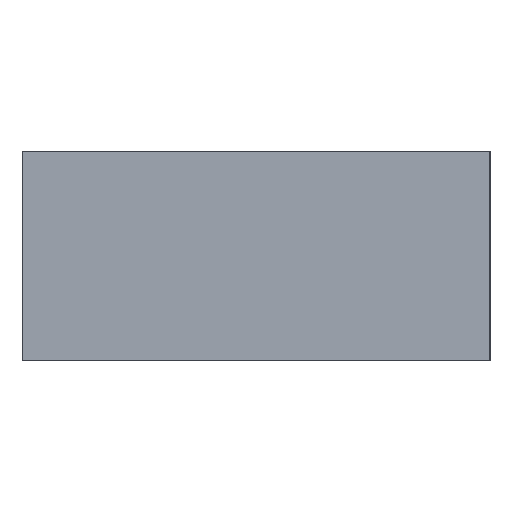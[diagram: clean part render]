
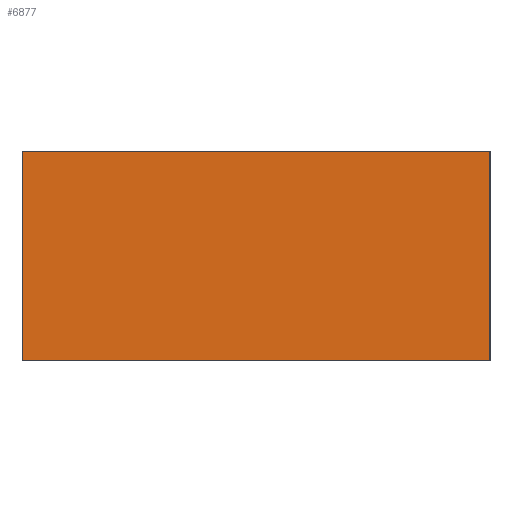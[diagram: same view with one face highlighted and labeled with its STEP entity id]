
A CAD part, left-side view. The second image highlights one B-rep face of the part: STEP entity #6877.
In plain terms, the highlighted planar face has unit normal (-1, 0, 0).
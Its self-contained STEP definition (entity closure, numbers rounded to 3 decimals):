
#6757=CARTESIAN_POINT('',(-3.994,-0.172,22.225));
#6758=VERTEX_POINT('',#6757);
#6759=CARTESIAN_POINT('',(-3.994,-0.172,83.225));
#6760=VERTEX_POINT('',#6759);
#6761=CARTESIAN_POINT('',(-3.994,-0.172,22.225));
#6762=DIRECTION('',(0.,0.,1.));
#6763=VECTOR('',#6762,61.);
#6764=LINE('',#6761,#6763);
#6765=EDGE_CURVE('',#6758,#6760,#6764,.T.);
#6789=CARTESIAN_POINT('',(-3.994,135.828,22.225));
#6790=VERTEX_POINT('',#6789);
#6797=CARTESIAN_POINT('',(-3.994,135.828,83.225));
#6798=VERTEX_POINT('',#6797);
#6799=CARTESIAN_POINT('',(-3.994,135.828,83.225));
#6800=DIRECTION('',(0.,-0.,-1.));
#6801=VECTOR('',#6800,61.);
#6802=LINE('',#6799,#6801);
#6803=EDGE_CURVE('',#6798,#6790,#6802,.T.);
#6848=CARTESIAN_POINT('',(-3.994,138.579,71.725));
#6849=DIRECTION('',(-1.,0.,-0.));
#6850=DIRECTION('',(0.,-0.,-1.));
#6851=AXIS2_PLACEMENT_3D('',#6848,#6849,#6850);
#6852=PLANE('',#6851);
#6853=ORIENTED_EDGE('',*,*,#6803,.T.);
#6854=CARTESIAN_POINT('',(-3.994,135.828,22.225));
#6855=DIRECTION('',(-0.,-1.,-0.));
#6856=VECTOR('',#6855,135.999);
#6857=LINE('',#6854,#6856);
#6858=EDGE_CURVE('',#6790,#6758,#6857,.T.);
#6859=ORIENTED_EDGE('',*,*,#6858,.T.);
#6860=ORIENTED_EDGE('',*,*,#6765,.T.);
#6861=CARTESIAN_POINT('',(-3.994,62.676,83.225));
#6862=VERTEX_POINT('',#6861);
#6863=CARTESIAN_POINT('',(-3.994,-0.172,83.225));
#6864=DIRECTION('',(0.,1.,0.));
#6865=VECTOR('',#6864,62.848);
#6866=LINE('',#6863,#6865);
#6867=EDGE_CURVE('',#6760,#6862,#6866,.T.);
#6868=ORIENTED_EDGE('',*,*,#6867,.T.);
#6869=CARTESIAN_POINT('',(-3.994,62.676,83.225));
#6870=DIRECTION('',(0.,1.,0.));
#6871=VECTOR('',#6870,73.151);
#6872=LINE('',#6869,#6871);
#6873=EDGE_CURVE('',#6862,#6798,#6872,.T.);
#6874=ORIENTED_EDGE('',*,*,#6873,.T.);
#6875=EDGE_LOOP('',(#6853,#6859,#6860,#6868,#6874));
#6876=FACE_BOUND('',#6875,.T.);
#6877=ADVANCED_FACE('',(#6876),#6852,.T.);
